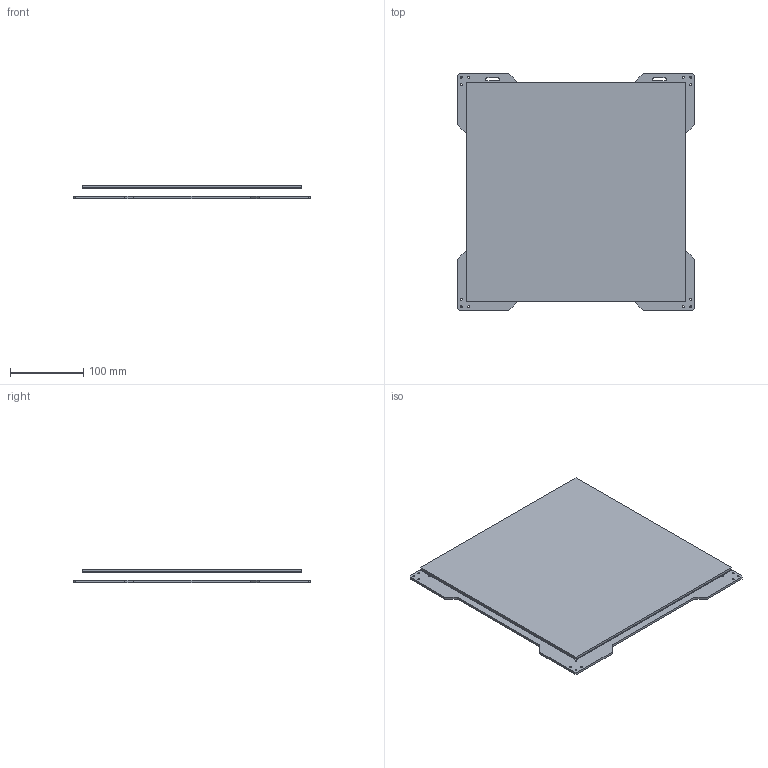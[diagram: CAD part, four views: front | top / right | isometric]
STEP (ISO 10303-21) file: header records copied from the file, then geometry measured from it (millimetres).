
FILE_DESCRIPTION(('FreeCAD Model'),'2;1');
FILE_NAME('TAZ 5 Y Plate Assembly V0.21-slab_legacy_only.step','2020-08-13T02:30:04',('Author'),(''), 'Open CASCADE STEP processor 7.3','FreeCAD','Unknown');
FILE_SCHEMA(('AUTOMOTIVE_DESIGN { 1 0 10303 214 1 1 1 1 }'));
Length unit declared in the file: millimetre
Products named in the file (3): _00mm_bed_mount_plate_revB_fc0_2_01; _00mm_heat_pad_01; _00mm_glass_01
Bounding box: 324 x 324 x 18.1 mm (x, y, z)
Volume: 710527.1 mm3; surface area: 563545.3 mm2
Topology: 3 solids, 3 shells, 82 faces, 232 edges, 156 vertices
Faces by surface type: plane 42, cylinder 40
Full cylindrical faces by diameter (mm): 2.5 x16, 4 x20
Entity records: 6081 total; most frequent: CARTESIAN_POINT 1291, DIRECTION 876, LINE 528, VECTOR 528, ORIENTED_EDGE 464, PCURVE 464, DEFINITIONAL_REPRESENTATION 464, EDGE_CURVE 232
